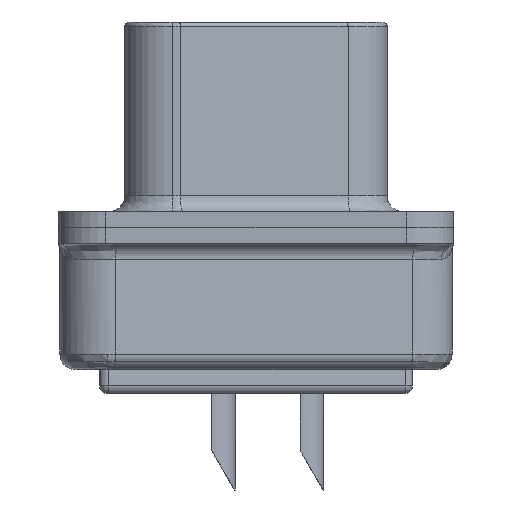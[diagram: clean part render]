
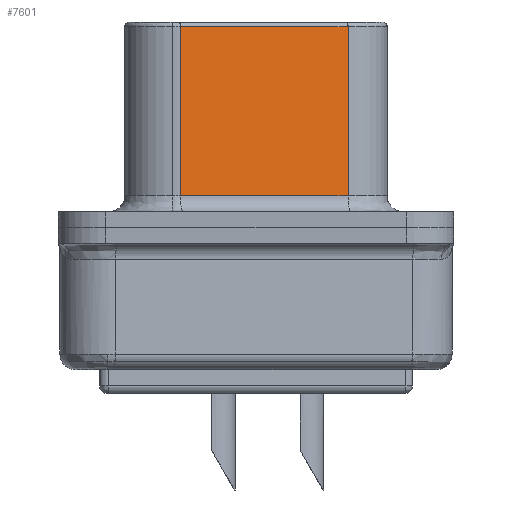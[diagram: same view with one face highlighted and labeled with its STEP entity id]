
A CAD part, left-side view. The second image highlights one B-rep face of the part: STEP entity #7601.
In plain terms, the highlighted planar face has unit normal (-0.985, -0.174, 0).
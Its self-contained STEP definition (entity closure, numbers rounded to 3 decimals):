
#301 = CARTESIAN_POINT ( 'NONE',  ( 7.778, 5.99, 1. ) ) ;
#583 = DIRECTION ( 'NONE',  ( 0., 0., -1. ) ) ;
#837 = CARTESIAN_POINT ( 'NONE',  ( 7.31, 8.64, 3.675 ) ) ;
#1198 = ORIENTED_EDGE ( 'NONE', *, *, #12776, .F. ) ;
#1435 = DIRECTION ( 'NONE',  ( -0.174, 0.985, 0. ) ) ;
#1633 = VERTEX_POINT ( 'NONE', #5382 ) ;
#1730 = DIRECTION ( 'NONE',  ( -0.174, 0.985, 0. ) ) ;
#1778 = PLANE ( 'NONE',  #3508 ) ;
#1791 = VERTEX_POINT ( 'NONE', #6306 ) ;
#1821 = CARTESIAN_POINT ( 'NONE',  ( 8.245, 3.34, 1. ) ) ;
#1848 = LINE ( 'NONE', #837, #7871 ) ;
#2224 = DIRECTION ( 'NONE',  ( 0.985, 0.174, 0. ) ) ;
#2544 = DIRECTION ( 'NONE',  ( 0.174, -0.985, 0. ) ) ;
#3068 = DIRECTION ( 'NONE',  ( 0., 0., -1. ) ) ;
#3508 = AXIS2_PLACEMENT_3D ( 'NONE', #1821, #2224, #1730 ) ;
#4615 = VECTOR ( 'NONE', #1435, 1000. ) ;
#4862 = CARTESIAN_POINT ( 'NONE',  ( 7.778, 5.99, 6.35 ) ) ;
#4987 = LINE ( 'NONE', #301, #4615 ) ;
#5382 = CARTESIAN_POINT ( 'NONE',  ( 8.245, 3.34, 1. ) ) ;
#5410 = ORIENTED_EDGE ( 'NONE', *, *, #9139, .T. ) ;
#5675 = CARTESIAN_POINT ( 'NONE',  ( 8.245, 3.34, 6.35 ) ) ;
#6306 = CARTESIAN_POINT ( 'NONE',  ( 7.31, 8.64, 6.35 ) ) ;
#7601 = ADVANCED_FACE ( 'NONE', ( #13760 ), #1778, .F. ) ;
#7871 = VECTOR ( 'NONE', #583, 1000. ) ;
#8276 = LINE ( 'NONE', #12985, #10834 ) ;
#8285 = VERTEX_POINT ( 'NONE', #5675 ) ;
#9139 = EDGE_CURVE ( 'NONE', #1791, #10130, #1848, .T. ) ;
#10130 = VERTEX_POINT ( 'NONE', #11807 ) ;
#10195 = VECTOR ( 'NONE', #2544, 1000. ) ;
#10834 = VECTOR ( 'NONE', #3068, 1000. ) ;
#11166 = EDGE_LOOP ( 'NONE', ( #12966, #1198, #13232, #5410 ) ) ;
#11265 = EDGE_CURVE ( 'NONE', #1633, #10130, #4987, .T. ) ;
#11307 = EDGE_CURVE ( 'NONE', #1791, #8285, #12999, .T. ) ;
#11807 = CARTESIAN_POINT ( 'NONE',  ( 7.31, 8.64, 1. ) ) ;
#12776 = EDGE_CURVE ( 'NONE', #8285, #1633, #8276, .T. ) ;
#12966 = ORIENTED_EDGE ( 'NONE', *, *, #11265, .F. ) ;
#12985 = CARTESIAN_POINT ( 'NONE',  ( 8.245, 3.34, 3.675 ) ) ;
#12999 = LINE ( 'NONE', #4862, #10195 ) ;
#13232 = ORIENTED_EDGE ( 'NONE', *, *, #11307, .F. ) ;
#13760 = FACE_OUTER_BOUND ( 'NONE', #11166, .T. ) ;
